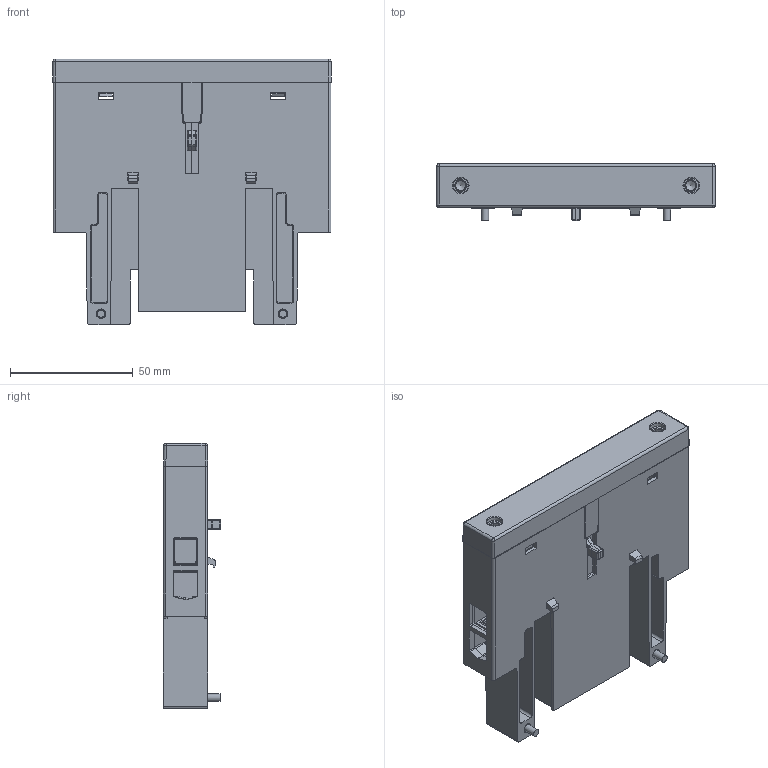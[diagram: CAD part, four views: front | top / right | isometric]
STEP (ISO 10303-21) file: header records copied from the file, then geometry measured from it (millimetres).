
FILE_DESCRIPTION(/* description */ (''),/* implementation_level */ '2;1');
FILE_NAME(/* name */ 'BFX43_Catalog.stp',/* time_stamp */ '2019-07-23T10:11:19+02:00',/* author */ (''),/* organization */ (''),/* preprocessor_version */ 'ST-DEVELOPER v16',/* originating_system */ 'SIEMENS PLM Software NX 10.0',/* authorisation */ '');
FILE_SCHEMA (('AP203_CONFIGURATION_CONTROLLED_3D_DESIGN_OF_MECHANICAL_PARTS_AND_ASSEMBLIES_MIM_LF { 1 0 10303 403 2 1 2}'));
Length unit declared in the file: millimetre
Products named in the file (1): Rugg281488362zu7
Bounding box: 113.3 x 23.2 x 108 mm (x, y, z)
Surface area: 52185.8 mm2 (no closed solid volume)
Topology: 0 solids, 20 shells, 527 faces, 1858 edges, 1316 vertices
Faces by surface type: plane 303, cylinder 160, sphere 24, bspline 16, cone 14, torus 10
Full cylindrical faces by diameter (mm): 3 x2, 6 x2
Entity records: 20261 total; most frequent: CARTESIAN_POINT 4475, DIRECTION 3233, ORIENTED_EDGE 2950, EDGE_CURVE 1822, VERTEX_POINT 1313, LINE 1309, VECTOR 1309, AXIS2_PLACEMENT_3D 962
